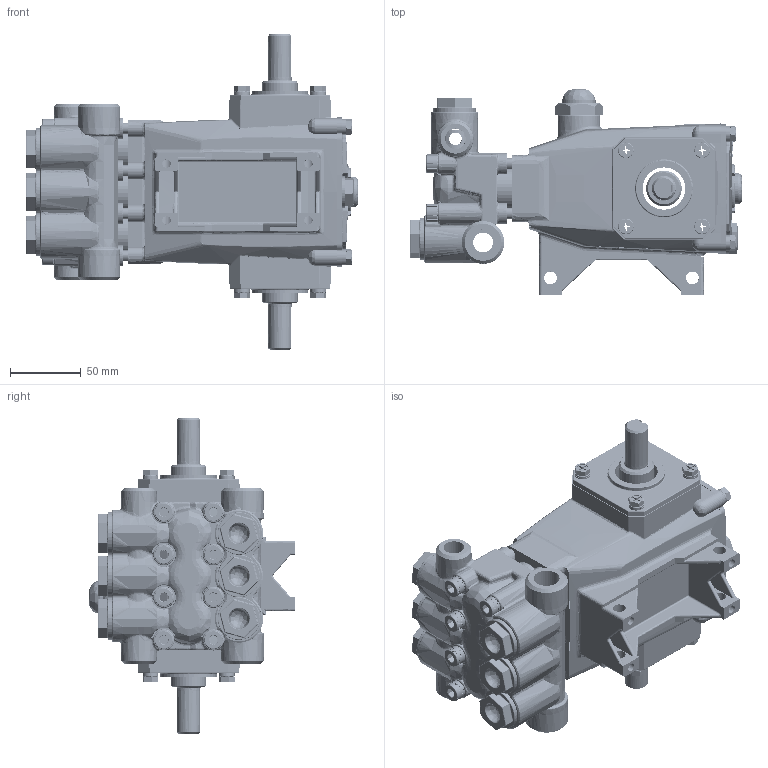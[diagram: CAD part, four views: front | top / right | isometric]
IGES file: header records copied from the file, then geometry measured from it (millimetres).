
Start section: SolidWorks IGES file using analytic representation for surfaces
Global section: file name: 3CP 1120  Plunger Pump.IGS; native system: SolidWorks 2007; preprocessor: SolidWorks 2007; author: MJH; date: 070927.140651; units: millimetre
Bounding box: 234 x 145.2 x 223 mm (x, y, z)
Surface area: 254934 mm2 (no closed solid volume)
Topology: 0 solids, 0 shells, 3428 faces, 44181 edges, 44137 vertices
Faces by surface type: bspline 1861, revolution 1567
